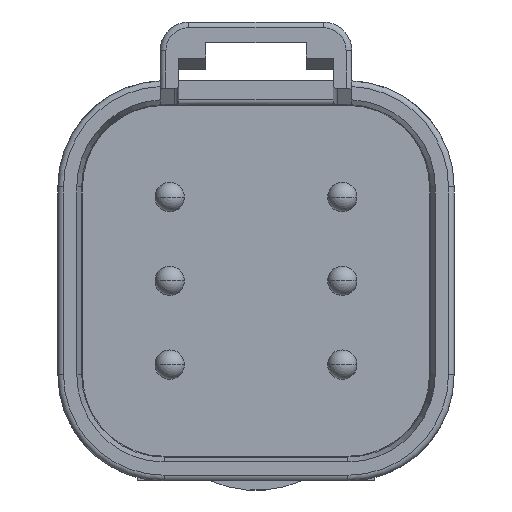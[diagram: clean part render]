
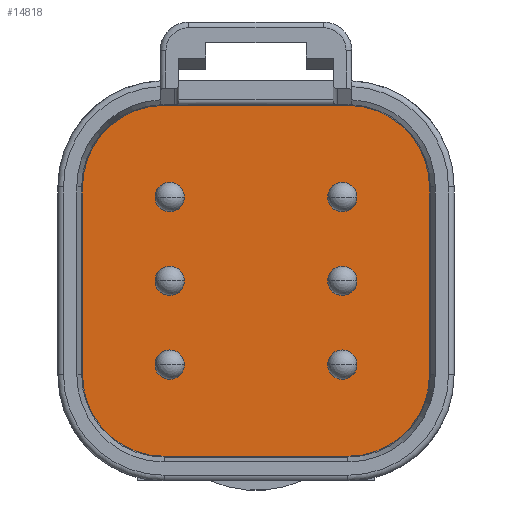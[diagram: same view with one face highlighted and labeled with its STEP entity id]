
A CAD part, front view. The second image highlights one B-rep face of the part: STEP entity #14818.
In plain terms, the highlighted planar face has unit normal (0, -1, 0).
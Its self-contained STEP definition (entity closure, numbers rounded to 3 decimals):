
#765=CARTESIAN_POINT('',(-4.85,18.,4.95));
#766=DIRECTION('',(0.,1.,0.));
#767=DIRECTION('',(-1.,0.,0.));
#768=AXIS2_PLACEMENT_3D('',#765,#766,#767);
#770=DIRECTION('',(1.,0.,0.));
#771=VECTOR('',#770,9.7);
#772=CARTESIAN_POINT('',(-4.85,18.,9.25));
#773=LINE('',#772,#771);
#774=CARTESIAN_POINT('',(4.85,18.,4.95));
#775=DIRECTION('',(0.,1.,0.));
#776=DIRECTION('',(0.,0.,1.));
#777=AXIS2_PLACEMENT_3D('',#774,#775,#776);
#779=DIRECTION('',(0.,0.,-1.));
#780=VECTOR('',#779,9.9);
#781=CARTESIAN_POINT('',(9.15,18.,4.95));
#782=LINE('',#781,#780);
#783=CARTESIAN_POINT('',(4.85,18.,-4.95));
#784=DIRECTION('',(0.,1.,0.));
#785=DIRECTION('',(1.,0.,0.));
#786=AXIS2_PLACEMENT_3D('',#783,#784,#785);
#788=DIRECTION('',(-1.,0.,0.));
#789=VECTOR('',#788,9.7);
#790=CARTESIAN_POINT('',(4.85,18.,-9.25));
#791=LINE('',#790,#789);
#792=CARTESIAN_POINT('',(-4.85,18.,-4.95));
#793=DIRECTION('',(0.,1.,0.));
#794=DIRECTION('',(0.,0.,-1.));
#795=AXIS2_PLACEMENT_3D('',#792,#793,#794);
#797=DIRECTION('',(0.,0.,1.));
#798=VECTOR('',#797,9.9);
#799=CARTESIAN_POINT('',(-9.15,18.,-4.95));
#800=LINE('',#799,#798);
#801=CARTESIAN_POINT('',(-4.55,18.,-4.42));
#802=DIRECTION('',(0.,-1.,0.));
#803=DIRECTION('',(-1.,0.,0.));
#804=AXIS2_PLACEMENT_3D('',#801,#802,#803);
#806=CARTESIAN_POINT('',(-4.55,18.,-4.42));
#807=DIRECTION('',(0.,-1.,0.));
#808=DIRECTION('',(1.,0.,0.));
#809=AXIS2_PLACEMENT_3D('',#806,#807,#808);
#811=CARTESIAN_POINT('',(4.55,18.,-4.42));
#812=DIRECTION('',(0.,-1.,0.));
#813=DIRECTION('',(-1.,0.,0.));
#814=AXIS2_PLACEMENT_3D('',#811,#812,#813);
#816=CARTESIAN_POINT('',(4.55,18.,-4.42));
#817=DIRECTION('',(0.,-1.,0.));
#818=DIRECTION('',(1.,0.,0.));
#819=AXIS2_PLACEMENT_3D('',#816,#817,#818);
#821=CARTESIAN_POINT('',(-4.55,18.,0.));
#822=DIRECTION('',(0.,-1.,0.));
#823=DIRECTION('',(1.,0.,0.));
#824=AXIS2_PLACEMENT_3D('',#821,#822,#823);
#826=CARTESIAN_POINT('',(-4.55,18.,0.));
#827=DIRECTION('',(0.,-1.,0.));
#828=DIRECTION('',(-1.,0.,0.));
#829=AXIS2_PLACEMENT_3D('',#826,#827,#828);
#831=CARTESIAN_POINT('',(4.55,18.,0.));
#832=DIRECTION('',(0.,-1.,0.));
#833=DIRECTION('',(1.,0.,0.));
#834=AXIS2_PLACEMENT_3D('',#831,#832,#833);
#836=CARTESIAN_POINT('',(4.55,18.,0.));
#837=DIRECTION('',(0.,-1.,0.));
#838=DIRECTION('',(-1.,0.,0.));
#839=AXIS2_PLACEMENT_3D('',#836,#837,#838);
#841=CARTESIAN_POINT('',(4.55,18.,4.42));
#842=DIRECTION('',(0.,-1.,0.));
#843=DIRECTION('',(1.,0.,0.));
#844=AXIS2_PLACEMENT_3D('',#841,#842,#843);
#846=CARTESIAN_POINT('',(4.55,18.,4.42));
#847=DIRECTION('',(0.,-1.,0.));
#848=DIRECTION('',(-1.,0.,0.));
#849=AXIS2_PLACEMENT_3D('',#846,#847,#848);
#851=CARTESIAN_POINT('',(-4.55,18.,4.42));
#852=DIRECTION('',(0.,-1.,0.));
#853=DIRECTION('',(-1.,0.,0.));
#854=AXIS2_PLACEMENT_3D('',#851,#852,#853);
#856=CARTESIAN_POINT('',(-4.55,18.,4.42));
#857=DIRECTION('',(0.,-1.,0.));
#858=DIRECTION('',(1.,0.,0.));
#859=AXIS2_PLACEMENT_3D('',#856,#857,#858);
#11111=CARTESIAN_POINT('',(9.15,18.,4.95));
#11112=VERTEX_POINT('',#11111);
#11113=CARTESIAN_POINT('',(4.85,18.,9.25));
#11114=VERTEX_POINT('',#11113);
#11121=CARTESIAN_POINT('',(9.15,18.,-4.95));
#11122=VERTEX_POINT('',#11121);
#11125=CARTESIAN_POINT('',(4.85,18.,-9.25));
#11126=VERTEX_POINT('',#11125);
#11133=CARTESIAN_POINT('',(-4.85,18.,-9.25));
#11134=VERTEX_POINT('',#11133);
#11137=CARTESIAN_POINT('',(-9.15,18.,-4.95));
#11138=VERTEX_POINT('',#11137);
#11145=CARTESIAN_POINT('',(-9.15,18.,4.95));
#11146=VERTEX_POINT('',#11145);
#11150=CARTESIAN_POINT('',(-4.85,18.,9.25));
#11151=VERTEX_POINT('',#11150);
#11174=CARTESIAN_POINT('',(-5.325,18.,-4.42));
#11175=CARTESIAN_POINT('',(-3.775,18.,-4.42));
#11176=VERTEX_POINT('',#11174);
#11177=VERTEX_POINT('',#11175);
#11178=CARTESIAN_POINT('',(3.775,18.,-4.42));
#11179=CARTESIAN_POINT('',(5.325,18.,-4.42));
#11180=VERTEX_POINT('',#11178);
#11181=VERTEX_POINT('',#11179);
#11182=CARTESIAN_POINT('',(-3.775,18.,0.));
#11183=CARTESIAN_POINT('',(-5.325,18.,0.));
#11184=VERTEX_POINT('',#11182);
#11185=VERTEX_POINT('',#11183);
#11186=CARTESIAN_POINT('',(5.325,18.,0.));
#11187=CARTESIAN_POINT('',(3.775,18.,0.));
#11188=VERTEX_POINT('',#11186);
#11189=VERTEX_POINT('',#11187);
#11190=CARTESIAN_POINT('',(5.325,18.,4.42));
#11191=CARTESIAN_POINT('',(3.775,18.,4.42));
#11192=VERTEX_POINT('',#11190);
#11193=VERTEX_POINT('',#11191);
#11194=CARTESIAN_POINT('',(-5.325,18.,4.42));
#11195=CARTESIAN_POINT('',(-3.775,18.,4.42));
#11196=VERTEX_POINT('',#11194);
#11197=VERTEX_POINT('',#11195);
#14767=CARTESIAN_POINT('',(0.,18.,0.));
#14768=DIRECTION('',(0.,-1.,0.));
#14769=DIRECTION('',(1.,0.,0.));
#14770=AXIS2_PLACEMENT_3D('',#14767,#14768,#14769);
#14771=PLANE('',#14770);
#14772=ORIENTED_EDGE('',*,*,#14596,.T.);
#14773=ORIENTED_EDGE('',*,*,#14716,.T.);
#14774=ORIENTED_EDGE('',*,*,#14340,.T.);
#14775=ORIENTED_EDGE('',*,*,#14411,.T.);
#14776=ORIENTED_EDGE('',*,*,#14426,.T.);
#14777=ORIENTED_EDGE('',*,*,#14495,.T.);
#14778=ORIENTED_EDGE('',*,*,#14510,.T.);
#14779=ORIENTED_EDGE('',*,*,#14579,.T.);
#14780=EDGE_LOOP('',(#14772,#14773,#14774,#14775,#14776,#14777,#14778,#14779));
#14781=FACE_OUTER_BOUND('',#14780,.F.);
#14783=ORIENTED_EDGE('',*,*,#14782,.T.);
#14785=ORIENTED_EDGE('',*,*,#14784,.T.);
#14786=EDGE_LOOP('',(#14783,#14785));
#14787=FACE_BOUND('',#14786,.F.);
#14789=ORIENTED_EDGE('',*,*,#14788,.T.);
#14791=ORIENTED_EDGE('',*,*,#14790,.T.);
#14792=EDGE_LOOP('',(#14789,#14791));
#14793=FACE_BOUND('',#14792,.F.);
#14795=ORIENTED_EDGE('',*,*,#14794,.T.);
#14797=ORIENTED_EDGE('',*,*,#14796,.T.);
#14798=EDGE_LOOP('',(#14795,#14797));
#14799=FACE_BOUND('',#14798,.F.);
#14801=ORIENTED_EDGE('',*,*,#14800,.T.);
#14803=ORIENTED_EDGE('',*,*,#14802,.T.);
#14804=EDGE_LOOP('',(#14801,#14803));
#14805=FACE_BOUND('',#14804,.F.);
#14807=ORIENTED_EDGE('',*,*,#14806,.T.);
#14809=ORIENTED_EDGE('',*,*,#14808,.T.);
#14810=EDGE_LOOP('',(#14807,#14809));
#14811=FACE_BOUND('',#14810,.F.);
#14813=ORIENTED_EDGE('',*,*,#14812,.T.);
#14815=ORIENTED_EDGE('',*,*,#14814,.T.);
#14816=EDGE_LOOP('',(#14813,#14815));
#14817=FACE_BOUND('',#14816,.F.);
#14818=ADVANCED_FACE('',(#14781,#14787,#14793,#14799,#14805,#14811,#14817),
#14771,.T.);
#769=CIRCLE('',#768,4.3);
#778=CIRCLE('',#777,4.3);
#787=CIRCLE('',#786,4.3);
#796=CIRCLE('',#795,4.3);
#805=CIRCLE('',#804,0.775);
#810=CIRCLE('',#809,0.775);
#815=CIRCLE('',#814,0.775);
#820=CIRCLE('',#819,0.775);
#825=CIRCLE('',#824,0.775);
#830=CIRCLE('',#829,0.775);
#835=CIRCLE('',#834,0.775);
#840=CIRCLE('',#839,0.775);
#845=CIRCLE('',#844,0.775);
#850=CIRCLE('',#849,0.775);
#855=CIRCLE('',#854,0.775);
#860=CIRCLE('',#859,0.775);
#14340=EDGE_CURVE('',#11114,#11112,#778,.T.);
#14411=EDGE_CURVE('',#11112,#11122,#782,.T.);
#14426=EDGE_CURVE('',#11122,#11126,#787,.T.);
#14495=EDGE_CURVE('',#11126,#11134,#791,.T.);
#14510=EDGE_CURVE('',#11134,#11138,#796,.T.);
#14579=EDGE_CURVE('',#11138,#11146,#800,.T.);
#14596=EDGE_CURVE('',#11146,#11151,#769,.T.);
#14716=EDGE_CURVE('',#11151,#11114,#773,.T.);
#14782=EDGE_CURVE('',#11176,#11177,#805,.T.);
#14784=EDGE_CURVE('',#11177,#11176,#810,.T.);
#14788=EDGE_CURVE('',#11180,#11181,#815,.T.);
#14790=EDGE_CURVE('',#11181,#11180,#820,.T.);
#14794=EDGE_CURVE('',#11184,#11185,#825,.T.);
#14796=EDGE_CURVE('',#11185,#11184,#830,.T.);
#14800=EDGE_CURVE('',#11188,#11189,#835,.T.);
#14802=EDGE_CURVE('',#11189,#11188,#840,.T.);
#14806=EDGE_CURVE('',#11192,#11193,#845,.T.);
#14808=EDGE_CURVE('',#11193,#11192,#850,.T.);
#14812=EDGE_CURVE('',#11196,#11197,#855,.T.);
#14814=EDGE_CURVE('',#11197,#11196,#860,.T.);
